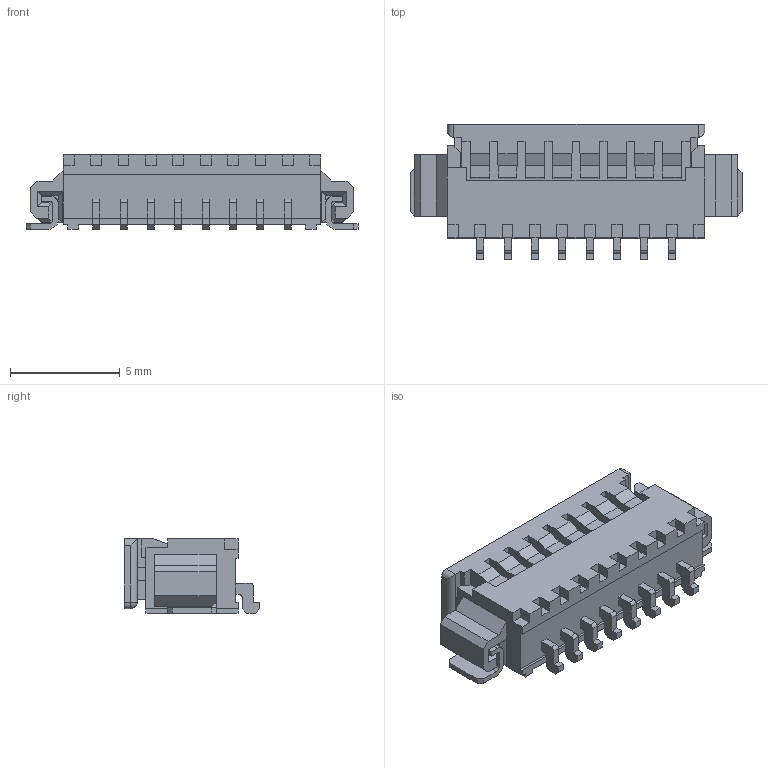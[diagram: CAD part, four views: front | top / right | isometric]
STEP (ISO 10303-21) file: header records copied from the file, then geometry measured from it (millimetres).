
FILE_DESCRIPTION(/* description */ (''),/* implementation_level */ '2;1');
FILE_NAME(/* name */ 'Receptacle - Molex Picoblade - Connector + Housing - 1x08 v4.step',/* time_stamp */ '2023-10-23T09:10:11+01:00',/* author */ (''),/* organization */ (''),/* preprocessor_version */ 'ST-DEVELOPER v20',/* originating_system */ 'Autodesk Translation Framework v12.14.0.127',/* authorisation */ '');
FILE_SCHEMA (('AUTOMOTIVE_DESIGN { 1 0 10303 214 3 1 1 }'));
Length unit declared in the file: millimetre
Products named in the file (3): Receptacle - Molex Picoblade - Connector + Housing - 1x08; Receptacle - Crimp Housing - Molex Pixoblade 1x08-510210800; Receptacle - Molex PicoBlade - SMD Right Angle x8
Assembly tree (2 placements, depth 2):
  Receptacle - Molex Picoblade - Connector + Housing - 1x08
    Receptacle - Crimp Housing - Molex Pixoblade 1x08-510210800
    Receptacle - Molex PicoBlade - SMD Right Angle x8
Bounding box: 15.15 x 6.2 x 3.4 mm (x, y, z)
Volume: 191.6 mm3; surface area: 584.2 mm2
Topology: 2 solids, 2 shells, 733 faces, 1975 edges, 1264 vertices
Faces by surface type: plane 700, cylinder 31, sphere 2
Entity records: 22631 total; most frequent: CARTESIAN_POINT 3975, ORIENTED_EDGE 3946, DIRECTION 3511, EDGE_CURVE 1973, LINE 1911, VECTOR 1911, VERTEX_POINT 1264, AXIS2_PLACEMENT_3D 800
